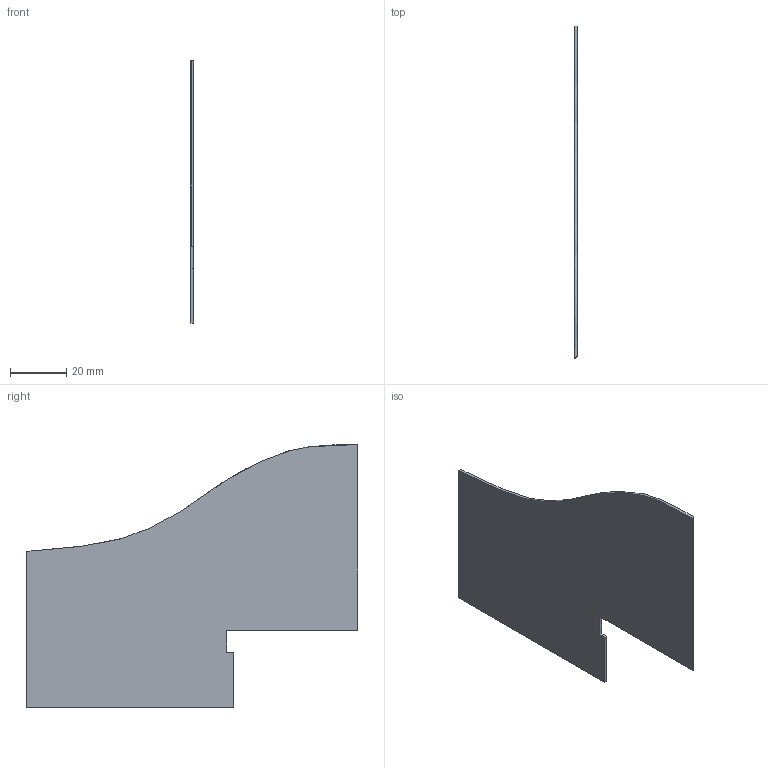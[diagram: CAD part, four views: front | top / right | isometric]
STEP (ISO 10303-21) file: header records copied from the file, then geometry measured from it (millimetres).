
FILE_DESCRIPTION(/* description */ (''),/* implementation_level */ '2;1');
FILE_NAME(/* name */ 'GO 2 ex blanc vis versa portail v24.step',/* time_stamp */ '2021-06-04T18:54:03+02:00',/* author */ (''),/* organization */ (''),/* preprocessor_version */ 'ST-DEVELOPER v18.1',/* originating_system */ 'Autodesk Translation Framework v10.6.0.1341',/* authorisation */ '');
FILE_SCHEMA (('AUTOMOTIVE_DESIGN { 1 0 10303 214 3 1 1 }'));
Length unit declared in the file: millimetre
Products named in the file (1): (Non enregistré)
Bounding box: 1 x 118.25 x 93.68 mm (x, y, z)
Volume: 7518.9 mm3; surface area: 15432.8 mm2
Topology: 1 solids, 1 shells, 12 faces, 31 edges, 21 vertices
Faces by surface type: plane 10, cylinder 1, bspline 1
Entity records: 519 total; most frequent: CARTESIAN_POINT 199, ORIENTED_EDGE 62, DIRECTION 53, EDGE_CURVE 31, LINE 27, VECTOR 27, VERTEX_POINT 21, AXIS2_PLACEMENT_3D 13
